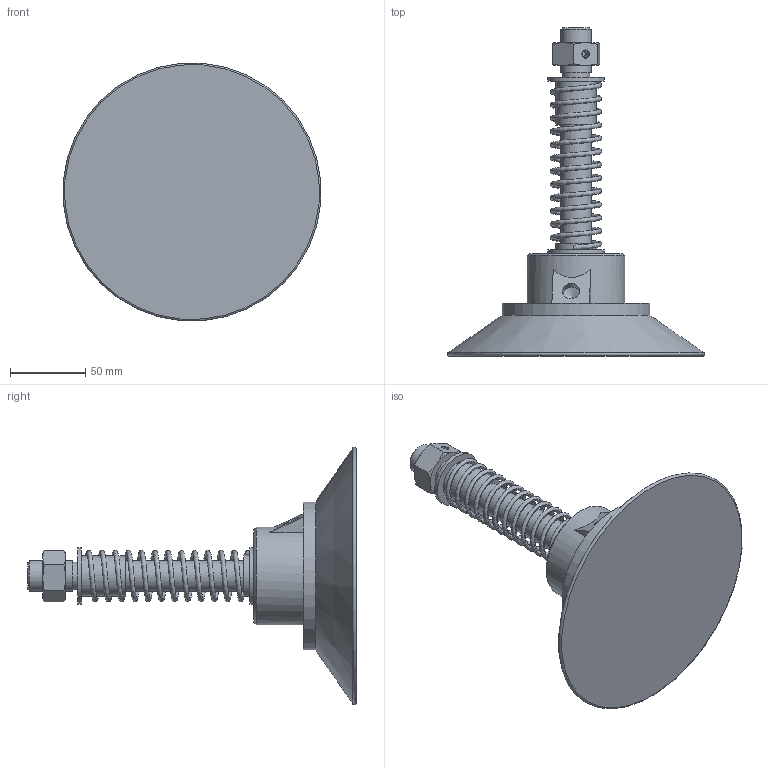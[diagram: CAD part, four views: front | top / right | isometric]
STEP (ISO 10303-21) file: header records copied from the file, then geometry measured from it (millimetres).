
FILE_DESCRIPTION(/* description */ (''),/* implementation_level */ '2;1');
FILE_NAME(/* name */ 'vdlm60170nit.stp',/* time_stamp */ '2020-11-23T08:27:04+01:00',/* author */ ('enginyeria'),/* organization */ (''),/* preprocessor_version */ 'ST-DEVELOPER v17.2',/* originating_system */ 'Autodesk Inventor 2019',/* authorisation */ '');
FILE_SCHEMA (('CONFIG_CONTROL_DESIGN'));
Length unit declared in the file: millimetre
Products named in the file (1): vdlm60170
Bounding box: 170.86 x 218 x 170.86 mm (x, y, z)
Volume: 657877.3 mm3; surface area: 84607.9 mm2
Topology: 1 solids, 1 shells, 58 faces, 136 edges, 93 vertices
Faces by surface type: plane 25, cone 17, cylinder 13, bspline 2, torus 1
Full cylindrical faces by diameter (mm): 4.917 x1, 11.445 x1, 18 x1, 20 x3, 26.667 x1, 27.5 x1, 37.5 x2, 65 x1, 86.5 x1, 98.5 x1
Entity records: 14401 total; most frequent: CARTESIAN_POINT 12955, DIRECTION 288, ORIENTED_EDGE 270, EDGE_CURVE 135, AXIS2_PLACEMENT_3D 128, VERTEX_POINT 93, EDGE_LOOP 72, CIRCLE 70
